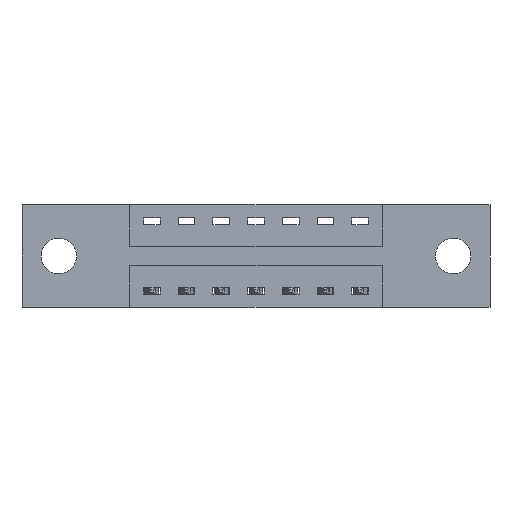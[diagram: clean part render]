
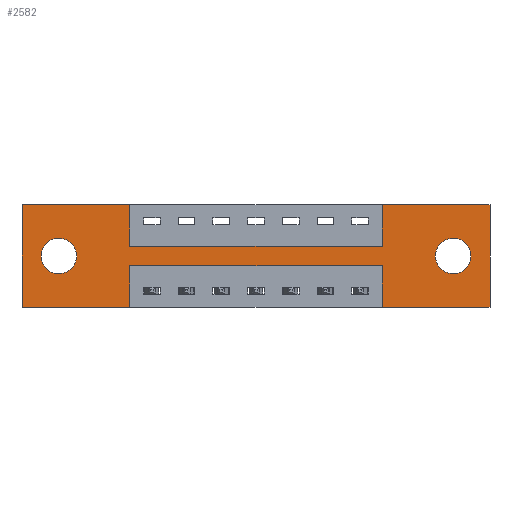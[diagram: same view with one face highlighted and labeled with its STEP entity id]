
A CAD part, front view. The second image highlights one B-rep face of the part: STEP entity #2582.
In plain terms, the highlighted planar face has unit normal (0, -1, 0).
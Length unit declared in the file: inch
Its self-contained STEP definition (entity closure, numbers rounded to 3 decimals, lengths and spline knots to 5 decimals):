
#12 = EDGE_CURVE ( 'NONE', #1725, #5040, #5307, .T. ) ;
#82 = DIRECTION ( 'NONE',  ( -1., 0., 0. ) ) ;
#103 = CARTESIAN_POINT ( 'NONE',  ( 0., 0., -0.37 ) ) ;
#108 = ORIENTED_EDGE ( 'NONE', *, *, #629, .F. ) ;
#177 = VERTEX_POINT ( 'NONE', #8376 ) ;
#241 = CARTESIAN_POINT ( 'NONE',  ( 1.2975, 0., -0.15 ) ) ;
#273 = CARTESIAN_POINT ( 'NONE',  ( 0., 0., -0.37 ) ) ;
#324 = AXIS2_PLACEMENT_3D ( 'NONE', #1222, #8236, #4065 ) ;
#354 = CIRCLE ( 'NONE', #4642, 0.064 ) ;
#448 = CARTESIAN_POINT ( 'NONE',  ( 0., 0., 0. ) ) ;
#454 = VERTEX_POINT ( 'NONE', #5919 ) ;
#483 = VECTOR ( 'NONE', #8686, 39.37008 ) ;
#606 = CARTESIAN_POINT ( 'NONE',  ( 1.5525, 0., -0.249 ) ) ;
#629 = EDGE_CURVE ( 'NONE', #5040, #177, #2511, .T. ) ;
#665 = VERTEX_POINT ( 'NONE', #8530 ) ;
#713 = FACE_OUTER_BOUND ( 'NONE', #1436, .T. ) ;
#714 = CARTESIAN_POINT ( 'NONE',  ( 1.2975, 0., -0.22 ) ) ;
#771 = ORIENTED_EDGE ( 'NONE', *, *, #12, .F. ) ;
#803 = CARTESIAN_POINT ( 'NONE',  ( 0.3875, 0., -0.22 ) ) ;
#851 = CARTESIAN_POINT ( 'NONE',  ( 0.1325, 0., -0.185 ) ) ;
#965 = DIRECTION ( 'NONE',  ( 0., 0., -1. ) ) ;
#1167 = LINE ( 'NONE', #3784, #7966 ) ;
#1222 = CARTESIAN_POINT ( 'NONE',  ( 0., 0., -0.37 ) ) ;
#1262 = EDGE_CURVE ( 'NONE', #177, #3604, #1513, .T. ) ;
#1271 = VECTOR ( 'NONE', #8868, 39.37008 ) ;
#1436 = EDGE_LOOP ( 'NONE', ( #8520, #6261, #7337, #108, #771, #1665, #2770, #3979, #4774, #5592, #6359, #6732 ) ) ;
#1484 = CARTESIAN_POINT ( 'NONE',  ( 0., 0., 0. ) ) ;
#1513 = LINE ( 'NONE', #7292, #3396 ) ;
#1558 = DIRECTION ( 'NONE',  ( 0., 0., 1. ) ) ;
#1665 = ORIENTED_EDGE ( 'NONE', *, *, #2047, .F. ) ;
#1725 = VERTEX_POINT ( 'NONE', #4210 ) ;
#1811 = LINE ( 'NONE', #1838, #5363 ) ;
#1838 = CARTESIAN_POINT ( 'NONE',  ( 0.3875, 0., -0.15 ) ) ;
#1922 = LINE ( 'NONE', #3771, #5264 ) ;
#1963 = ORIENTED_EDGE ( 'NONE', *, *, #2641, .T. ) ;
#1967 = EDGE_CURVE ( 'NONE', #7131, #5716, #7749, .T. ) ;
#1983 = AXIS2_PLACEMENT_3D ( 'NONE', #8104, #8796, #4107 ) ;
#2047 = EDGE_CURVE ( 'NONE', #4173, #1725, #5053, .T. ) ;
#2072 = CARTESIAN_POINT ( 'NONE',  ( 0.3875, 0., -0.15 ) ) ;
#2511 = LINE ( 'NONE', #103, #6053 ) ;
#2582 = ADVANCED_FACE ( 'NONE', ( #4260, #2806, #713 ), #3364, .T. ) ;
#2641 = EDGE_CURVE ( 'NONE', #5716, #7131, #5468, .T. ) ;
#2699 = AXIS2_PLACEMENT_3D ( 'NONE', #7643, #3449, #8324 ) ;
#2731 = AXIS2_PLACEMENT_3D ( 'NONE', #2824, #7723, #3537 ) ;
#2770 = ORIENTED_EDGE ( 'NONE', *, *, #5995, .F. ) ;
#2806 = FACE_BOUND ( 'NONE', #7180, .T. ) ;
#2824 = CARTESIAN_POINT ( 'NONE',  ( 0.1325, 0., -0.185 ) ) ;
#2918 = VECTOR ( 'NONE', #82, 39.37008 ) ;
#3155 = VECTOR ( 'NONE', #4936, 39.37008 ) ;
#3364 = PLANE ( 'NONE',  #324 ) ;
#3396 = VECTOR ( 'NONE', #8972, 39.37008 ) ;
#3449 = DIRECTION ( 'NONE',  ( 0., 1., 0. ) ) ;
#3537 = DIRECTION ( 'NONE',  ( 0., 0., 1. ) ) ;
#3604 = VERTEX_POINT ( 'NONE', #714 ) ;
#3683 = DIRECTION ( 'NONE',  ( 0., 0., -1. ) ) ;
#3693 = EDGE_CURVE ( 'NONE', #3604, #665, #8480, .T. ) ;
#3771 = CARTESIAN_POINT ( 'NONE',  ( 1.2975, 0., 0. ) ) ;
#3784 = CARTESIAN_POINT ( 'NONE',  ( 0.3875, 0., -0.37 ) ) ;
#3968 = DIRECTION ( 'NONE',  ( 1., 0., 0. ) ) ;
#3979 = ORIENTED_EDGE ( 'NONE', *, *, #6219, .F. ) ;
#4059 = CARTESIAN_POINT ( 'NONE',  ( 0.3875, 0., 0. ) ) ;
#4065 = DIRECTION ( 'NONE',  ( 0., 0., -1. ) ) ;
#4096 = VERTEX_POINT ( 'NONE', #6253 ) ;
#4107 = DIRECTION ( 'NONE',  ( 0., 0., -1. ) ) ;
#4158 = VECTOR ( 'NONE', #6413, 39.37008 ) ;
#4173 = VERTEX_POINT ( 'NONE', #6980 ) ;
#4210 = CARTESIAN_POINT ( 'NONE',  ( 1.685, 0., 0. ) ) ;
#4260 = FACE_BOUND ( 'NONE', #7139, .T. ) ;
#4426 = CARTESIAN_POINT ( 'NONE',  ( 1.685, 0., 0. ) ) ;
#4460 = DIRECTION ( 'NONE',  ( 0., 0., 1. ) ) ;
#4642 = AXIS2_PLACEMENT_3D ( 'NONE', #851, #5794, #1558 ) ;
#4774 = ORIENTED_EDGE ( 'NONE', *, *, #7576, .F. ) ;
#4936 = DIRECTION ( 'NONE',  ( 0., 0., 1. ) ) ;
#5040 = VERTEX_POINT ( 'NONE', #7715 ) ;
#5053 = LINE ( 'NONE', #448, #1271 ) ;
#5095 = VECTOR ( 'NONE', #7153, 39.37008 ) ;
#5118 = CARTESIAN_POINT ( 'NONE',  ( 0.3875, 0., 0. ) ) ;
#5139 = EDGE_CURVE ( 'NONE', #454, #8418, #7864, .T. ) ;
#5237 = VECTOR ( 'NONE', #3683, 39.37008 ) ;
#5264 = VECTOR ( 'NONE', #4460, 39.37008 ) ;
#5276 = CARTESIAN_POINT ( 'NONE',  ( 0.1325, 0., -0.249 ) ) ;
#5307 = LINE ( 'NONE', #4426, #5095 ) ;
#5335 = VERTEX_POINT ( 'NONE', #241 ) ;
#5358 = EDGE_CURVE ( 'NONE', #665, #7370, #1167, .T. ) ;
#5363 = VECTOR ( 'NONE', #3968, 39.37008 ) ;
#5374 = EDGE_CURVE ( 'NONE', #7370, #4096, #6136, .T. ) ;
#5468 = CIRCLE ( 'NONE', #2699, 0.064 ) ;
#5592 = ORIENTED_EDGE ( 'NONE', *, *, #5139, .F. ) ;
#5716 = VERTEX_POINT ( 'NONE', #606 ) ;
#5794 = DIRECTION ( 'NONE',  ( 0., 1., 0. ) ) ;
#5919 = CARTESIAN_POINT ( 'NONE',  ( 0., 0., 0. ) ) ;
#5995 = EDGE_CURVE ( 'NONE', #5335, #4173, #1922, .T. ) ;
#6053 = VECTOR ( 'NONE', #8699, 39.37008 ) ;
#6057 = CARTESIAN_POINT ( 'NONE',  ( 0.1325, 0., -0.121 ) ) ;
#6136 = LINE ( 'NONE', #273, #483 ) ;
#6219 = EDGE_CURVE ( 'NONE', #7793, #5335, #1811, .T. ) ;
#6253 = CARTESIAN_POINT ( 'NONE',  ( 0., 0., -0.37 ) ) ;
#6261 = ORIENTED_EDGE ( 'NONE', *, *, #3693, .F. ) ;
#6359 = ORIENTED_EDGE ( 'NONE', *, *, #6529, .F. ) ;
#6413 = DIRECTION ( 'NONE',  ( 1., 0., 0. ) ) ;
#6529 = EDGE_CURVE ( 'NONE', #4096, #454, #6877, .T. ) ;
#6541 = EDGE_CURVE ( 'NONE', #8170, #8302, #7105, .T. ) ;
#6706 = EDGE_CURVE ( 'NONE', #8302, #8170, #354, .T. ) ;
#6732 = ORIENTED_EDGE ( 'NONE', *, *, #5374, .F. ) ;
#6877 = LINE ( 'NONE', #7697, #3155 ) ;
#6980 = CARTESIAN_POINT ( 'NONE',  ( 1.2975, 0., 0. ) ) ;
#7105 = CIRCLE ( 'NONE', #2731, 0.064 ) ;
#7131 = VERTEX_POINT ( 'NONE', #7511 ) ;
#7139 = EDGE_LOOP ( 'NONE', ( #7684, #1963 ) ) ;
#7153 = DIRECTION ( 'NONE',  ( 0., 0., -1. ) ) ;
#7180 = EDGE_LOOP ( 'NONE', ( #8813, #8920 ) ) ;
#7292 = CARTESIAN_POINT ( 'NONE',  ( 1.2975, 0., -0.37 ) ) ;
#7337 = ORIENTED_EDGE ( 'NONE', *, *, #1262, .F. ) ;
#7370 = VERTEX_POINT ( 'NONE', #9045 ) ;
#7511 = CARTESIAN_POINT ( 'NONE',  ( 1.5525, 0., -0.121 ) ) ;
#7576 = EDGE_CURVE ( 'NONE', #8418, #7793, #8916, .T. ) ;
#7643 = CARTESIAN_POINT ( 'NONE',  ( 1.5525, 0., -0.185 ) ) ;
#7684 = ORIENTED_EDGE ( 'NONE', *, *, #1967, .T. ) ;
#7697 = CARTESIAN_POINT ( 'NONE',  ( 0., 0., 0. ) ) ;
#7715 = CARTESIAN_POINT ( 'NONE',  ( 1.685, 0., -0.37 ) ) ;
#7723 = DIRECTION ( 'NONE',  ( 0., 1., 0. ) ) ;
#7749 = CIRCLE ( 'NONE', #1983, 0.064 ) ;
#7793 = VERTEX_POINT ( 'NONE', #2072 ) ;
#7864 = LINE ( 'NONE', #1484, #4158 ) ;
#7966 = VECTOR ( 'NONE', #965, 39.37008 ) ;
#8104 = CARTESIAN_POINT ( 'NONE',  ( 1.5525, 0., -0.185 ) ) ;
#8170 = VERTEX_POINT ( 'NONE', #5276 ) ;
#8236 = DIRECTION ( 'NONE',  ( 0., -1., 0. ) ) ;
#8302 = VERTEX_POINT ( 'NONE', #6057 ) ;
#8324 = DIRECTION ( 'NONE',  ( 0., 0., -1. ) ) ;
#8376 = CARTESIAN_POINT ( 'NONE',  ( 1.2975, 0., -0.37 ) ) ;
#8418 = VERTEX_POINT ( 'NONE', #4059 ) ;
#8480 = LINE ( 'NONE', #803, #2918 ) ;
#8520 = ORIENTED_EDGE ( 'NONE', *, *, #5358, .F. ) ;
#8530 = CARTESIAN_POINT ( 'NONE',  ( 0.3875, 0., -0.22 ) ) ;
#8686 = DIRECTION ( 'NONE',  ( -1., 0., 0. ) ) ;
#8699 = DIRECTION ( 'NONE',  ( -1., 0., 0. ) ) ;
#8796 = DIRECTION ( 'NONE',  ( 0., 1., 0. ) ) ;
#8813 = ORIENTED_EDGE ( 'NONE', *, *, #6706, .T. ) ;
#8868 = DIRECTION ( 'NONE',  ( 1., 0., 0. ) ) ;
#8916 = LINE ( 'NONE', #5118, #5237 ) ;
#8920 = ORIENTED_EDGE ( 'NONE', *, *, #6541, .T. ) ;
#8972 = DIRECTION ( 'NONE',  ( 0., 0., 1. ) ) ;
#9045 = CARTESIAN_POINT ( 'NONE',  ( 0.3875, 0., -0.37 ) ) ;
